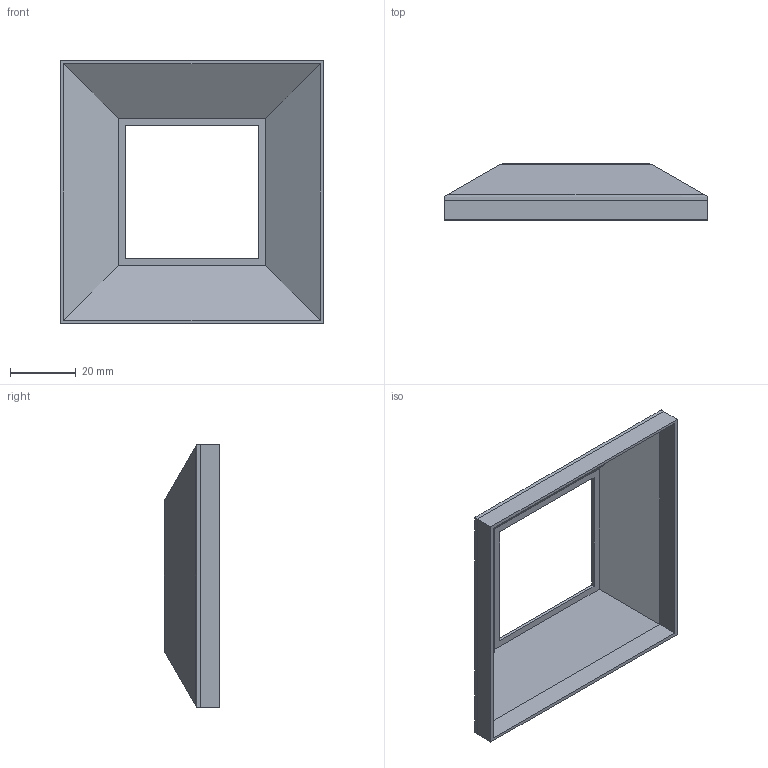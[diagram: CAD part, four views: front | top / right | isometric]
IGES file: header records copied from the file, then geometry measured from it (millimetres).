
Start section: SolidWorks IGES file using analytic representation for surfaces
Global section: file name: àðò. KRT514.IGS; native system: SolidWorks 2014; preprocessor: SolidWorks 2014; author: ba2ra; date: 140605.120125; units: millimetre
Bounding box: 80 x 17 x 80 mm (x, y, z)
Surface area: 15179.3 mm2 (no closed solid volume)
Topology: 0 solids, 0 shells, 31 faces, 176 edges, 176 vertices
Faces by surface type: bspline 27, revolution 4
